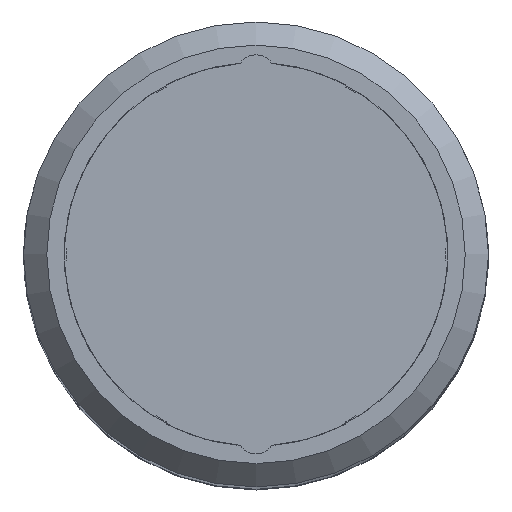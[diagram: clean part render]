
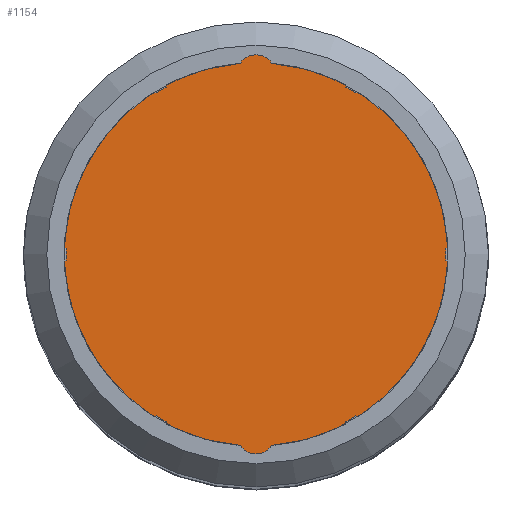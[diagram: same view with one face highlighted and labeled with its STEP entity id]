
A CAD part, top view. The second image highlights one B-rep face of the part: STEP entity #1154.
In plain terms, the highlighted planar face has unit normal (0, 0, 1).
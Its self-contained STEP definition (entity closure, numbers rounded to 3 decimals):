
#88=LINE('',#2179,#142);
#89=LINE('',#2187,#143);
#90=LINE('',#2191,#144);
#91=LINE('',#2195,#145);
#92=LINE('',#2199,#146);
#93=LINE('',#2203,#147);
#94=LINE('',#2207,#148);
#95=LINE('',#2215,#149);
#96=LINE('',#2219,#150);
#97=LINE('',#2223,#151);
#98=LINE('',#2227,#152);
#99=LINE('',#2230,#153);
#142=VECTOR('',#1463,0.068);
#143=VECTOR('',#1470,0.068);
#144=VECTOR('',#1473,0.068);
#145=VECTOR('',#1476,0.068);
#146=VECTOR('',#1479,0.068);
#147=VECTOR('',#1482,0.068);
#148=VECTOR('',#1485,0.068);
#149=VECTOR('',#1492,0.068);
#150=VECTOR('',#1495,0.068);
#151=VECTOR('',#1498,0.068);
#152=VECTOR('',#1501,0.068);
#153=VECTOR('',#1504,0.068);
#268=FACE_OUTER_BOUND('',#339,.T.);
#339=EDGE_LOOP('',(#898,#899,#900,#901,#902,#903,#904,#905,#906,#907,#908,
#909,#910,#911,#912,#913,#914,#915,#916,#917,#918,#919,#920,#921,#922,#923,
#924,#925));
#403=CIRCLE('',#1251,4.9);
#404=CIRCLE('',#1252,4.95);
#405=CIRCLE('',#1253,0.5);
#406=CIRCLE('',#1254,4.95);
#407=CIRCLE('',#1255,4.9);
#408=CIRCLE('',#1256,4.95);
#409=CIRCLE('',#1257,4.9);
#410=CIRCLE('',#1258,4.95);
#411=CIRCLE('',#1259,4.9);
#412=CIRCLE('',#1260,4.95);
#413=CIRCLE('',#1261,0.5);
#414=CIRCLE('',#1262,4.95);
#415=CIRCLE('',#1263,4.9);
#416=CIRCLE('',#1264,4.95);
#417=CIRCLE('',#1265,4.9);
#418=CIRCLE('',#1266,4.95);
#500=VERTEX_POINT('',#2175);
#501=VERTEX_POINT('',#2176);
#502=VERTEX_POINT('',#2178);
#503=VERTEX_POINT('',#2180);
#504=VERTEX_POINT('',#2182);
#505=VERTEX_POINT('',#2184);
#506=VERTEX_POINT('',#2186);
#507=VERTEX_POINT('',#2188);
#508=VERTEX_POINT('',#2190);
#509=VERTEX_POINT('',#2192);
#510=VERTEX_POINT('',#2194);
#511=VERTEX_POINT('',#2196);
#512=VERTEX_POINT('',#2198);
#513=VERTEX_POINT('',#2200);
#514=VERTEX_POINT('',#2202);
#515=VERTEX_POINT('',#2204);
#516=VERTEX_POINT('',#2206);
#517=VERTEX_POINT('',#2208);
#518=VERTEX_POINT('',#2210);
#519=VERTEX_POINT('',#2212);
#520=VERTEX_POINT('',#2214);
#521=VERTEX_POINT('',#2216);
#522=VERTEX_POINT('',#2218);
#523=VERTEX_POINT('',#2220);
#524=VERTEX_POINT('',#2222);
#525=VERTEX_POINT('',#2224);
#526=VERTEX_POINT('',#2226);
#527=VERTEX_POINT('',#2228);
#673=EDGE_CURVE('',#500,#501,#403,.T.);
#674=EDGE_CURVE('',#502,#500,#88,.T.);
#675=EDGE_CURVE('',#503,#502,#404,.T.);
#676=EDGE_CURVE('',#504,#503,#405,.T.);
#677=EDGE_CURVE('',#505,#504,#406,.T.);
#678=EDGE_CURVE('',#506,#505,#89,.T.);
#679=EDGE_CURVE('',#507,#506,#407,.T.);
#680=EDGE_CURVE('',#508,#507,#90,.T.);
#681=EDGE_CURVE('',#509,#508,#408,.T.);
#682=EDGE_CURVE('',#510,#509,#91,.T.);
#683=EDGE_CURVE('',#511,#510,#409,.T.);
#684=EDGE_CURVE('',#512,#511,#92,.T.);
#685=EDGE_CURVE('',#513,#512,#410,.T.);
#686=EDGE_CURVE('',#514,#513,#93,.T.);
#687=EDGE_CURVE('',#515,#514,#411,.T.);
#688=EDGE_CURVE('',#516,#515,#94,.T.);
#689=EDGE_CURVE('',#517,#516,#412,.T.);
#690=EDGE_CURVE('',#518,#517,#413,.T.);
#691=EDGE_CURVE('',#519,#518,#414,.T.);
#692=EDGE_CURVE('',#520,#519,#95,.T.);
#693=EDGE_CURVE('',#521,#520,#415,.T.);
#694=EDGE_CURVE('',#522,#521,#96,.T.);
#695=EDGE_CURVE('',#523,#522,#416,.T.);
#696=EDGE_CURVE('',#524,#523,#97,.T.);
#697=EDGE_CURVE('',#525,#524,#417,.T.);
#698=EDGE_CURVE('',#526,#525,#98,.T.);
#699=EDGE_CURVE('',#527,#526,#418,.T.);
#700=EDGE_CURVE('',#501,#527,#99,.T.);
#898=ORIENTED_EDGE('',*,*,#673,.F.);
#899=ORIENTED_EDGE('',*,*,#674,.F.);
#900=ORIENTED_EDGE('',*,*,#675,.F.);
#901=ORIENTED_EDGE('',*,*,#676,.F.);
#902=ORIENTED_EDGE('',*,*,#677,.F.);
#903=ORIENTED_EDGE('',*,*,#678,.F.);
#904=ORIENTED_EDGE('',*,*,#679,.F.);
#905=ORIENTED_EDGE('',*,*,#680,.F.);
#906=ORIENTED_EDGE('',*,*,#681,.F.);
#907=ORIENTED_EDGE('',*,*,#682,.F.);
#908=ORIENTED_EDGE('',*,*,#683,.F.);
#909=ORIENTED_EDGE('',*,*,#684,.F.);
#910=ORIENTED_EDGE('',*,*,#685,.F.);
#911=ORIENTED_EDGE('',*,*,#686,.F.);
#912=ORIENTED_EDGE('',*,*,#687,.F.);
#913=ORIENTED_EDGE('',*,*,#688,.F.);
#914=ORIENTED_EDGE('',*,*,#689,.F.);
#915=ORIENTED_EDGE('',*,*,#690,.F.);
#916=ORIENTED_EDGE('',*,*,#691,.F.);
#917=ORIENTED_EDGE('',*,*,#692,.F.);
#918=ORIENTED_EDGE('',*,*,#693,.F.);
#919=ORIENTED_EDGE('',*,*,#694,.F.);
#920=ORIENTED_EDGE('',*,*,#695,.F.);
#921=ORIENTED_EDGE('',*,*,#696,.F.);
#922=ORIENTED_EDGE('',*,*,#697,.F.);
#923=ORIENTED_EDGE('',*,*,#698,.F.);
#924=ORIENTED_EDGE('',*,*,#699,.F.);
#925=ORIENTED_EDGE('',*,*,#700,.F.);
#1067=PLANE('',#1250);
#1154=ADVANCED_FACE('',(#268),#1067,.F.);
#1250=AXIS2_PLACEMENT_3D('',#2174,#1459,#1460);
#1251=AXIS2_PLACEMENT_3D('',#2177,#1461,#1462);
#1252=AXIS2_PLACEMENT_3D('',#2181,#1464,#1465);
#1253=AXIS2_PLACEMENT_3D('',#2183,#1466,#1467);
#1254=AXIS2_PLACEMENT_3D('',#2185,#1468,#1469);
#1255=AXIS2_PLACEMENT_3D('',#2189,#1471,#1472);
#1256=AXIS2_PLACEMENT_3D('',#2193,#1474,#1475);
#1257=AXIS2_PLACEMENT_3D('',#2197,#1477,#1478);
#1258=AXIS2_PLACEMENT_3D('',#2201,#1480,#1481);
#1259=AXIS2_PLACEMENT_3D('',#2205,#1483,#1484);
#1260=AXIS2_PLACEMENT_3D('',#2209,#1486,#1487);
#1261=AXIS2_PLACEMENT_3D('',#2211,#1488,#1489);
#1262=AXIS2_PLACEMENT_3D('',#2213,#1490,#1491);
#1263=AXIS2_PLACEMENT_3D('',#2217,#1493,#1494);
#1264=AXIS2_PLACEMENT_3D('',#2221,#1496,#1497);
#1265=AXIS2_PLACEMENT_3D('',#2225,#1499,#1500);
#1266=AXIS2_PLACEMENT_3D('',#2229,#1502,#1503);
#1459=DIRECTION('center_axis',(0.,0.,-1.));
#1460=DIRECTION('ref_axis',(0.,1.,0.));
#1461=DIRECTION('center_axis',(0.,0.,-1.));
#1462=DIRECTION('ref_axis',(0.473,0.881,0.));
#1463=DIRECTION('',(0.259,-0.966,0.));
#1464=DIRECTION('center_axis',(0.,0.,-1.));
#1465=DIRECTION('ref_axis',(0.083,0.997,0.));
#1466=DIRECTION('center_axis',(0.,0.,-1.));
#1467=DIRECTION('ref_axis',(-0.825,0.566,0.));
#1468=DIRECTION('center_axis',(0.,0.,-1.));
#1469=DIRECTION('ref_axis',(-0.465,0.885,0.));
#1470=DIRECTION('',(0.259,0.966,0.));
#1471=DIRECTION('center_axis',(0.,0.,-1.));
#1472=DIRECTION('ref_axis',(-0.526,0.85,0.));
#1473=DIRECTION('',(0.966,-0.259,0.));
#1474=DIRECTION('center_axis',(0.,0.,-1.));
#1475=DIRECTION('ref_axis',(-0.999,0.04,0.));
#1476=DIRECTION('',(-0.707,0.707,0.));
#1477=DIRECTION('center_axis',(0.,0.,-1.));
#1478=DIRECTION('ref_axis',(-1.,-0.031,0.));
#1479=DIRECTION('',(0.707,0.707,0.));
#1480=DIRECTION('center_axis',(0.,0.,-1.));
#1481=DIRECTION('ref_axis',(-0.534,-0.845,0.));
#1482=DIRECTION('',(-0.966,-0.259,0.));
#1483=DIRECTION('center_axis',(0.,0.,-1.));
#1484=DIRECTION('ref_axis',(-0.473,-0.881,0.));
#1485=DIRECTION('',(-0.259,0.966,0.));
#1486=DIRECTION('center_axis',(0.,0.,-1.));
#1487=DIRECTION('ref_axis',(-0.083,-0.997,0.));
#1488=DIRECTION('center_axis',(0.,0.,-1.));
#1489=DIRECTION('ref_axis',(0.825,-0.566,0.));
#1490=DIRECTION('center_axis',(0.,0.,-1.));
#1491=DIRECTION('ref_axis',(0.465,-0.885,0.));
#1492=DIRECTION('',(-0.259,-0.966,0.));
#1493=DIRECTION('center_axis',(0.,0.,-1.));
#1494=DIRECTION('ref_axis',(0.526,-0.85,0.));
#1495=DIRECTION('',(-0.966,0.259,0.));
#1496=DIRECTION('center_axis',(0.,0.,-1.));
#1497=DIRECTION('ref_axis',(0.999,-0.04,0.));
#1498=DIRECTION('',(0.707,-0.707,0.));
#1499=DIRECTION('center_axis',(0.,0.,-1.));
#1500=DIRECTION('ref_axis',(1.,0.031,0.));
#1501=DIRECTION('',(-0.707,-0.707,0.));
#1502=DIRECTION('center_axis',(0.,0.,-1.));
#1503=DIRECTION('ref_axis',(0.534,0.845,0.));
#1504=DIRECTION('',(0.966,0.259,0.));
#2174=CARTESIAN_POINT('Origin',(0.,0.,49.2));
#2175=CARTESIAN_POINT('',(2.319,4.317,49.2));
#2176=CARTESIAN_POINT('',(2.579,4.167,49.2));
#2177=CARTESIAN_POINT('Origin',(0.,0.,49.2));
#2178=CARTESIAN_POINT('',(2.301,4.383,49.2));
#2179=CARTESIAN_POINT('',(2.301,4.383,49.2));
#2180=CARTESIAN_POINT('',(0.412,4.933,49.2));
#2181=CARTESIAN_POINT('Origin',(0.,0.,49.2));
#2182=CARTESIAN_POINT('',(-0.412,4.933,49.2));
#2183=CARTESIAN_POINT('Origin',(0.,4.65,49.2));
#2184=CARTESIAN_POINT('',(-2.301,4.383,49.2));
#2185=CARTESIAN_POINT('Origin',(0.,0.,49.2));
#2186=CARTESIAN_POINT('',(-2.319,4.317,49.2));
#2187=CARTESIAN_POINT('',(-2.319,4.317,49.2));
#2188=CARTESIAN_POINT('',(-2.579,4.167,49.2));
#2189=CARTESIAN_POINT('Origin',(0.,0.,49.2));
#2190=CARTESIAN_POINT('',(-2.645,4.184,49.2));
#2191=CARTESIAN_POINT('',(-2.645,4.184,49.2));
#2192=CARTESIAN_POINT('',(-4.946,0.198,49.2));
#2193=CARTESIAN_POINT('Origin',(0.,0.,49.2));
#2194=CARTESIAN_POINT('',(-4.898,0.15,49.2));
#2195=CARTESIAN_POINT('',(-4.898,0.15,49.2));
#2196=CARTESIAN_POINT('',(-4.898,-0.15,49.2));
#2197=CARTESIAN_POINT('Origin',(0.,0.,49.2));
#2198=CARTESIAN_POINT('',(-4.946,-0.198,49.2));
#2199=CARTESIAN_POINT('',(-4.946,-0.198,49.2));
#2200=CARTESIAN_POINT('',(-2.645,-4.184,49.2));
#2201=CARTESIAN_POINT('Origin',(0.,0.,49.2));
#2202=CARTESIAN_POINT('',(-2.579,-4.167,49.2));
#2203=CARTESIAN_POINT('',(-2.579,-4.167,49.2));
#2204=CARTESIAN_POINT('',(-2.319,-4.317,49.2));
#2205=CARTESIAN_POINT('Origin',(0.,0.,49.2));
#2206=CARTESIAN_POINT('',(-2.301,-4.383,49.2));
#2207=CARTESIAN_POINT('',(-2.301,-4.383,49.2));
#2208=CARTESIAN_POINT('',(-0.412,-4.933,49.2));
#2209=CARTESIAN_POINT('Origin',(0.,0.,49.2));
#2210=CARTESIAN_POINT('',(0.412,-4.933,49.2));
#2211=CARTESIAN_POINT('Origin',(0.,-4.65,49.2));
#2212=CARTESIAN_POINT('',(2.301,-4.383,49.2));
#2213=CARTESIAN_POINT('Origin',(0.,0.,49.2));
#2214=CARTESIAN_POINT('',(2.319,-4.317,49.2));
#2215=CARTESIAN_POINT('',(2.319,-4.317,49.2));
#2216=CARTESIAN_POINT('',(2.579,-4.167,49.2));
#2217=CARTESIAN_POINT('Origin',(0.,0.,49.2));
#2218=CARTESIAN_POINT('',(2.645,-4.184,49.2));
#2219=CARTESIAN_POINT('',(2.645,-4.184,49.2));
#2220=CARTESIAN_POINT('',(4.946,-0.198,49.2));
#2221=CARTESIAN_POINT('Origin',(0.,0.,49.2));
#2222=CARTESIAN_POINT('',(4.898,-0.15,49.2));
#2223=CARTESIAN_POINT('',(4.898,-0.15,49.2));
#2224=CARTESIAN_POINT('',(4.898,0.15,49.2));
#2225=CARTESIAN_POINT('Origin',(0.,0.,49.2));
#2226=CARTESIAN_POINT('',(4.946,0.198,49.2));
#2227=CARTESIAN_POINT('',(4.946,0.198,49.2));
#2228=CARTESIAN_POINT('',(2.645,4.184,49.2));
#2229=CARTESIAN_POINT('Origin',(0.,0.,49.2));
#2230=CARTESIAN_POINT('',(2.579,4.167,49.2));
